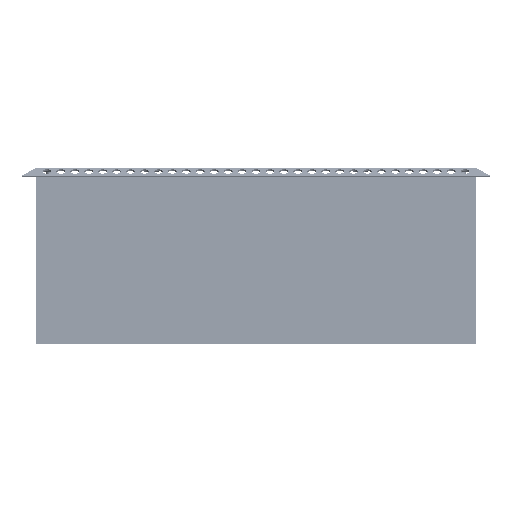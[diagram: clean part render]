
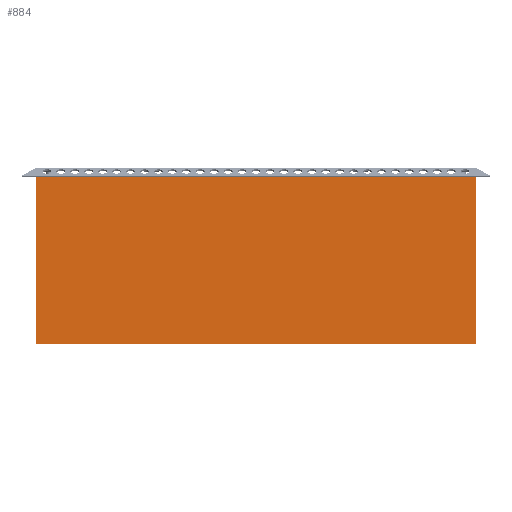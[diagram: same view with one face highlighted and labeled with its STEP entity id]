
A CAD part, left-side view. The second image highlights one B-rep face of the part: STEP entity #884.
In plain terms, the highlighted planar face has unit normal (-1, 0, 0).
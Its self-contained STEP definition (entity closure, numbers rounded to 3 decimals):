
#884=ADVANCED_FACE('',(#2160),#2162,.T.);
#2160=FACE_BOUND('',#2161,.T.);
#2161=EDGE_LOOP('',(#20533,#20534,#20535,#20536));
#2162=PLANE('',#2163);
#2163=AXIS2_PLACEMENT_3D('',#2164,#2165,#2166);
#2164=CARTESIAN_POINT('',(-175.,175.,0.));
#2165=DIRECTION('',(-1.,0.,0.));
#2166=DIRECTION('',(0.,-1.,0.));
#20533=ORIENTED_EDGE('',*,*,#24886,.T.);
#20534=ORIENTED_EDGE('',*,*,#24887,.T.);
#20535=ORIENTED_EDGE('',*,*,#24852,.F.);
#20536=ORIENTED_EDGE('',*,*,#24884,.F.);
#24852=EDGE_CURVE('',#27063,#27065,#27066,.T.);
#24884=EDGE_CURVE('',#27119,#27063,#27121,.T.);
#24886=EDGE_CURVE('',#27119,#27123,#27124,.T.);
#24887=EDGE_CURVE('',#27123,#27065,#27125,.T.);
#27063=VERTEX_POINT('',#31389);
#27065=VERTEX_POINT('',#31393);
#27066=LINE('',#31394,#31395);
#27119=VERTEX_POINT('',#31627);
#27121=LINE('',#31631,#31632);
#27123=VERTEX_POINT('',#31637);
#27124=LINE('',#31638,#31639);
#27125=LINE('',#31641,#31642);
#31389=CARTESIAN_POINT('',(-175.,175.,133.));
#31393=CARTESIAN_POINT('',(-175.,-175.,133.));
#31394=CARTESIAN_POINT('',(-175.,175.,133.));
#31395=VECTOR('',#31396,1.);
#31396=DIRECTION('',(0.,-1.,0.));
#31627=CARTESIAN_POINT('',(-175.,175.,0.));
#31631=CARTESIAN_POINT('',(-175.,175.,0.));
#31632=VECTOR('',#31633,1.);
#31633=DIRECTION('',(0.,0.,1.));
#31637=CARTESIAN_POINT('',(-175.,-175.,0.));
#31638=CARTESIAN_POINT('',(-175.,175.,0.));
#31639=VECTOR('',#31640,1.);
#31640=DIRECTION('',(0.,-1.,0.));
#31641=CARTESIAN_POINT('',(-175.,-175.,0.));
#31642=VECTOR('',#31643,1.);
#31643=DIRECTION('',(0.,0.,1.));
